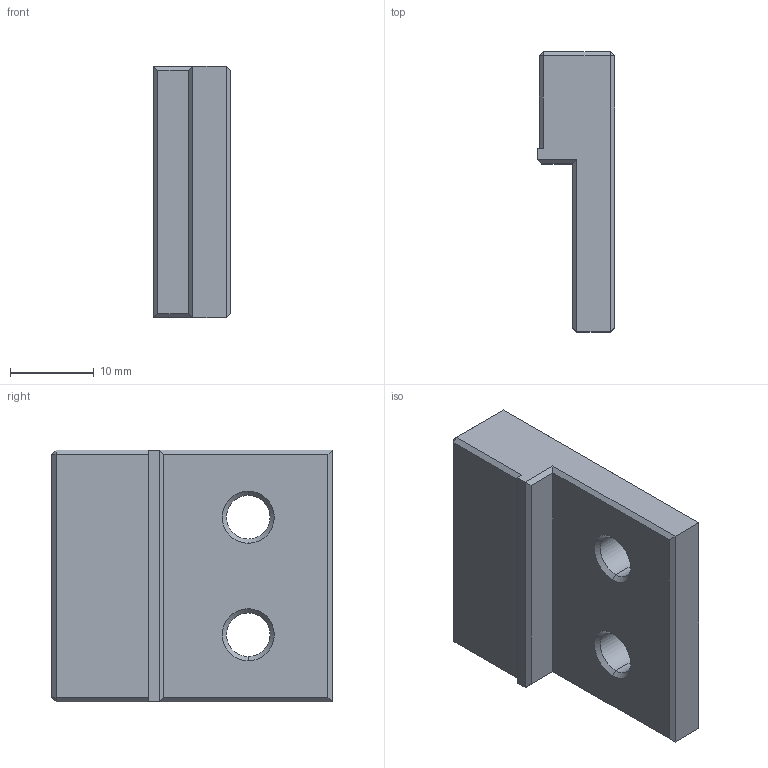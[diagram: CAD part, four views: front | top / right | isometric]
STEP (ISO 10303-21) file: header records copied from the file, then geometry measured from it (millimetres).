
FILE_DESCRIPTION (( 'STEP AP214' ), '1' );
FILE_NAME ('PCB_Holder_lateral.STEP', '2025-05-20T09:38:01', ( '' ), ( '' ), 'SwSTEP 2.0', 'SolidWorks 2025', '' );
FILE_SCHEMA (( 'AUTOMOTIVE_DESIGN' ));
Length unit declared in the file: millimetre
Products named in the file (1): PCB_Holder_lateral
Bounding box: 9.18 x 33.4 x 30 mm (x, y, z)
Volume: 6355 mm3; surface area: 2974.8 mm2
Topology: 1 solids, 1 shells, 37 faces, 81 edges, 46 vertices
Faces by surface type: plane 29, cone 4, cylinder 4
Entity records: 1006 total; most frequent: DIRECTION 169, CARTESIAN_POINT 165, ORIENTED_EDGE 162, EDGE_CURVE 81, LINE 69, VECTOR 69, AXIS2_PLACEMENT_3D 50, VERTEX_POINT 46
